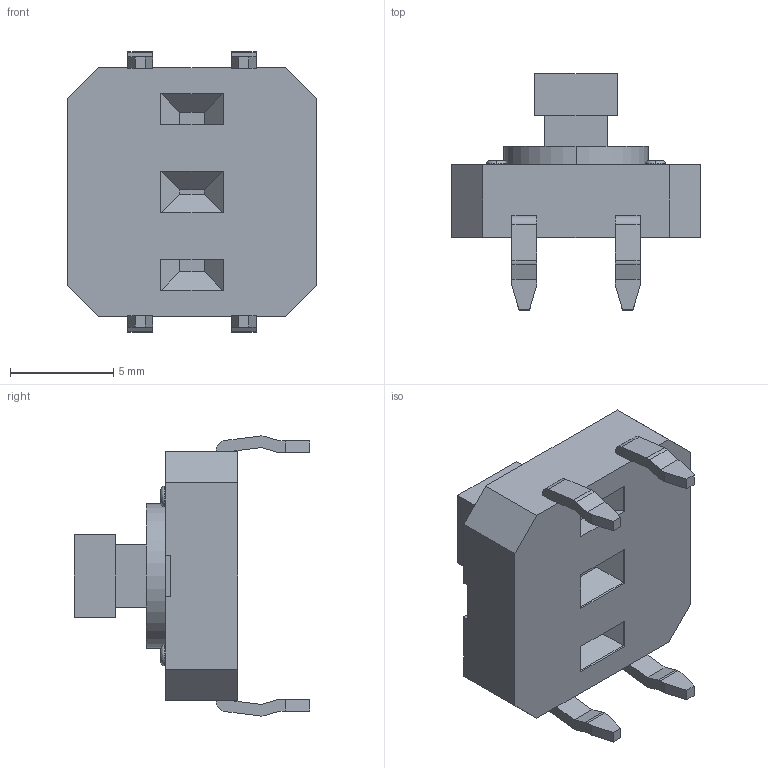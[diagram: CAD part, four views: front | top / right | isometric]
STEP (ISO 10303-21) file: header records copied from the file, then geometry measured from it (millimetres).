
FILE_DESCRIPTION (( 'STEP AP214' ), '1' );
FILE_NAME ('F3CD471A-C730-4664-ACB6-894B11BEF9A4.STEP', '2023-12-12T20:16:01', ( '' ), ( '' ), 'SwSTEP 2.0', 'SolidWorks 2022', '' );
FILE_SCHEMA (( 'AUTOMOTIVE_DESIGN' ));
Length unit declared in the file: millimetre
Products named in the file (1): F3CD471A-C730-4664-ACB6-894B11BEF9A4
Bounding box: 12 x 11.4 x 13.55 mm (x, y, z)
Volume: 600.2 mm3; surface area: 895.2 mm2
Topology: 3 solids, 3 shells, 186 faces, 482 edges, 316 vertices
Faces by surface type: plane 146, cylinder 32, bspline 8
Entity records: 6547 total; most frequent: CARTESIAN_POINT 1129, ORIENTED_EDGE 964, DIRECTION 904, EDGE_CURVE 482, LINE 402, VECTOR 402, VERTEX_POINT 316, AXIS2_PLACEMENT_3D 251
